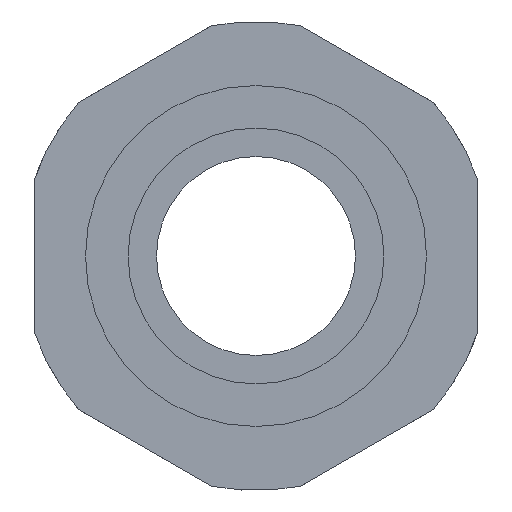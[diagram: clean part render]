
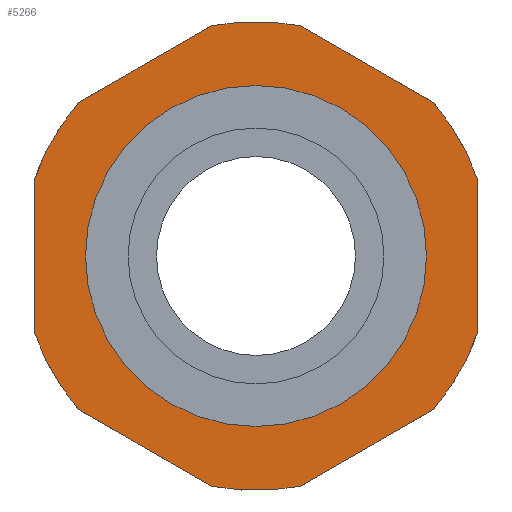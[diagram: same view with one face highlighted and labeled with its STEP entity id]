
A CAD part, front view. The second image highlights one B-rep face of the part: STEP entity #5266.
In plain terms, the highlighted planar face has unit normal (0, -1, 0).
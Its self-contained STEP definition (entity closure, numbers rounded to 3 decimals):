
#2765=DIRECTION('',(-0.866,0.,0.5));
#2766=VECTOR('',#2765,5.408);
#2767=CARTESIAN_POINT('',(-1.555,0.,-8.102));
#2768=LINE('',#2767,#2766);
#2772=CARTESIAN_POINT('',(0.,0.,0.));
#2773=DIRECTION('',(0.,1.,0.));
#2774=DIRECTION('',(-0.756,0.,-0.654));
#2775=AXIS2_PLACEMENT_3D('',#2772,#2773,#2774);
#2780=CARTESIAN_POINT('',(0.,0.,0.));
#2781=DIRECTION('',(0.,1.,0.));
#2782=DIRECTION('',(-0.945,0.,0.328));
#2783=AXIS2_PLACEMENT_3D('',#2780,#2781,#2782);
#2788=DIRECTION('',(0.866,0.,0.5));
#2789=VECTOR('',#2788,5.408);
#2790=CARTESIAN_POINT('',(-6.239,0.,5.398));
#2791=LINE('',#2790,#2789);
#2795=CARTESIAN_POINT('',(0.,0.,0.));
#2796=DIRECTION('',(0.,1.,0.));
#2797=DIRECTION('',(-0.189,0.,0.982));
#2798=AXIS2_PLACEMENT_3D('',#2795,#2796,#2797);
#2803=DIRECTION('',(0.866,0.,-0.5));
#2804=VECTOR('',#2803,5.408);
#2805=CARTESIAN_POINT('',(1.555,0.,8.102));
#2806=LINE('',#2805,#2804);
#2810=CARTESIAN_POINT('',(0.,0.,0.));
#2811=DIRECTION('',(0.,1.,0.));
#2812=DIRECTION('',(0.756,0.,0.654));
#2813=AXIS2_PLACEMENT_3D('',#2810,#2811,#2812);
#2818=CARTESIAN_POINT('',(0.,0.,0.));
#2819=DIRECTION('',(0.,1.,0.));
#2820=DIRECTION('',(0.945,0.,-0.328));
#2821=AXIS2_PLACEMENT_3D('',#2818,#2819,#2820);
#2826=DIRECTION('',(-0.866,0.,-0.5));
#2827=VECTOR('',#2826,5.408);
#2828=CARTESIAN_POINT('',(6.239,0.,-5.398));
#2829=LINE('',#2828,#2827);
#2833=CARTESIAN_POINT('',(0.,0.,0.));
#2834=DIRECTION('',(0.,1.,0.));
#2835=DIRECTION('',(0.189,0.,-0.982));
#2836=AXIS2_PLACEMENT_3D('',#2833,#2834,#2835);
#2841=CARTESIAN_POINT('',(0.,0.,0.));
#2842=DIRECTION('',(0.,-1.,0.));
#2843=DIRECTION('',(-1.,0.,0.));
#2844=AXIS2_PLACEMENT_3D('',#2841,#2842,#2843);
#2849=CARTESIAN_POINT('',(0.,0.,0.));
#2850=DIRECTION('',(0.,-1.,0.));
#2851=DIRECTION('',(1.,0.,0.));
#2852=AXIS2_PLACEMENT_3D('',#2849,#2850,#2851);
#2991=DIRECTION('',(0.,0.,1.));
#2992=VECTOR('',#2991,5.408);
#2993=CARTESIAN_POINT('',(7.794,0.,-2.704));
#2994=LINE('',#2993,#2992);
#3351=DIRECTION('',(0.,0.,-1.));
#3352=VECTOR('',#3351,5.408);
#3353=CARTESIAN_POINT('',(-7.794,0.,2.704));
#3354=LINE('',#3353,#3352);
#4894=CARTESIAN_POINT('',(-6.,0.,0.));
#4895=CARTESIAN_POINT('',(6.,0.,0.));
#4896=VERTEX_POINT('',#4894);
#4897=VERTEX_POINT('',#4895);
#4902=CARTESIAN_POINT('',(-1.555,0.,-8.102));
#4903=CARTESIAN_POINT('',(-6.239,0.,-5.398));
#4904=VERTEX_POINT('',#4902);
#4905=VERTEX_POINT('',#4903);
#4906=CARTESIAN_POINT('',(-7.794,0.,-2.704));
#4907=VERTEX_POINT('',#4906);
#4908=CARTESIAN_POINT('',(-7.794,0.,2.704));
#4909=VERTEX_POINT('',#4908);
#4910=CARTESIAN_POINT('',(-6.239,0.,5.398));
#4911=VERTEX_POINT('',#4910);
#4912=CARTESIAN_POINT('',(-1.555,0.,8.102));
#4913=VERTEX_POINT('',#4912);
#4914=CARTESIAN_POINT('',(1.555,0.,8.102));
#4915=VERTEX_POINT('',#4914);
#4916=CARTESIAN_POINT('',(6.239,0.,5.398));
#4917=VERTEX_POINT('',#4916);
#4918=CARTESIAN_POINT('',(7.794,0.,2.704));
#4919=VERTEX_POINT('',#4918);
#4920=CARTESIAN_POINT('',(7.794,0.,-2.704));
#4921=VERTEX_POINT('',#4920);
#4922=CARTESIAN_POINT('',(6.239,0.,-5.398));
#4923=VERTEX_POINT('',#4922);
#4924=CARTESIAN_POINT('',(1.555,0.,-8.102));
#4925=VERTEX_POINT('',#4924);
#5230=CARTESIAN_POINT('',(0.,0.,0.));
#5231=DIRECTION('',(0.,-1.,0.));
#5232=DIRECTION('',(-1.,0.,0.));
#5233=AXIS2_PLACEMENT_3D('',#5230,#5231,#5232);
#5234=PLANE('',#5233);
#5236=ORIENTED_EDGE('',*,*,#5235,.T.);
#5238=ORIENTED_EDGE('',*,*,#5237,.T.);
#5240=ORIENTED_EDGE('',*,*,#5239,.F.);
#5242=ORIENTED_EDGE('',*,*,#5241,.T.);
#5244=ORIENTED_EDGE('',*,*,#5243,.T.);
#5246=ORIENTED_EDGE('',*,*,#5245,.T.);
#5248=ORIENTED_EDGE('',*,*,#5247,.T.);
#5250=ORIENTED_EDGE('',*,*,#5249,.T.);
#5252=ORIENTED_EDGE('',*,*,#5251,.F.);
#5254=ORIENTED_EDGE('',*,*,#5253,.T.);
#5256=ORIENTED_EDGE('',*,*,#5255,.T.);
#5258=ORIENTED_EDGE('',*,*,#5257,.T.);
#5259=EDGE_LOOP('',(#5236,#5238,#5240,#5242,#5244,#5246,#5248,#5250,#5252,#5254,
#5256,#5258));
#5260=FACE_OUTER_BOUND('',#5259,.F.);
#5261=ORIENTED_EDGE('',*,*,#5212,.T.);
#5263=ORIENTED_EDGE('',*,*,#5262,.T.);
#5264=EDGE_LOOP('',(#5261,#5263));
#5265=FACE_BOUND('',#5264,.F.);
#2776=CIRCLE('',#2775,8.25);
#2784=CIRCLE('',#2783,8.25);
#2799=CIRCLE('',#2798,8.25);
#2814=CIRCLE('',#2813,8.25);
#2822=CIRCLE('',#2821,8.25);
#2837=CIRCLE('',#2836,8.25);
#2845=CIRCLE('',#2844,6.);
#2853=CIRCLE('',#2852,6.);
#5212=EDGE_CURVE('',#4896,#4897,#2845,.T.);
#5235=EDGE_CURVE('',#4904,#4905,#2768,.T.);
#5237=EDGE_CURVE('',#4905,#4907,#2776,.T.);
#5239=EDGE_CURVE('',#4909,#4907,#3354,.T.);
#5241=EDGE_CURVE('',#4909,#4911,#2784,.T.);
#5243=EDGE_CURVE('',#4911,#4913,#2791,.T.);
#5245=EDGE_CURVE('',#4913,#4915,#2799,.T.);
#5247=EDGE_CURVE('',#4915,#4917,#2806,.T.);
#5249=EDGE_CURVE('',#4917,#4919,#2814,.T.);
#5251=EDGE_CURVE('',#4921,#4919,#2994,.T.);
#5253=EDGE_CURVE('',#4921,#4923,#2822,.T.);
#5255=EDGE_CURVE('',#4923,#4925,#2829,.T.);
#5257=EDGE_CURVE('',#4925,#4904,#2837,.T.);
#5262=EDGE_CURVE('',#4897,#4896,#2853,.T.);
#5266=ADVANCED_FACE('',(#5260,#5265),#5234,.T.);
